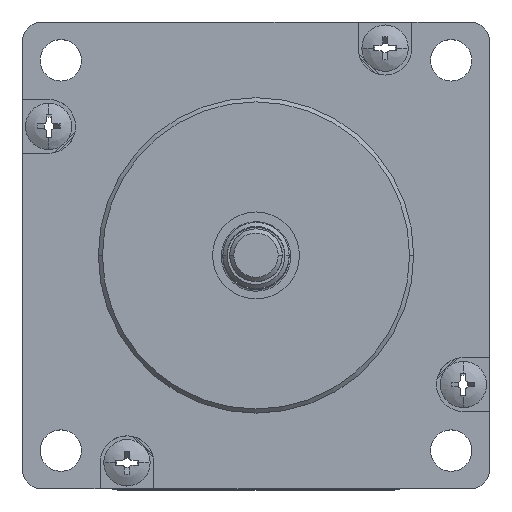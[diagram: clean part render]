
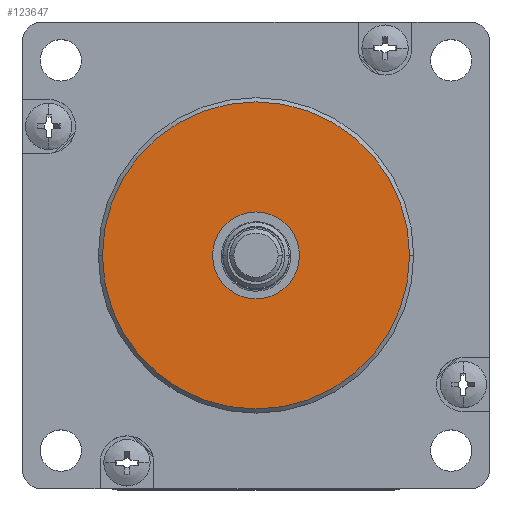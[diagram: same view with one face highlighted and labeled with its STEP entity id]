
A CAD part, top view. The second image highlights one B-rep face of the part: STEP entity #123647.
In plain terms, the highlighted planar face has unit normal (0, 0, 1).
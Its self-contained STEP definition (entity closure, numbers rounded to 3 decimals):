
#121935=CARTESIAN_POINT('',(0.,0.,77.3));
#121936=DIRECTION('',(0.,0.,-1.));
#121937=DIRECTION('',(1.,0.,0.));
#121938=AXIS2_PLACEMENT_3D('',#121935,#121936,#121937);
#121940=CARTESIAN_POINT('',(0.,0.,77.3));
#121941=DIRECTION('',(0.,0.,-1.));
#121942=DIRECTION('',(0.,-1.,0.));
#121943=AXIS2_PLACEMENT_3D('',#121940,#121941,#121942);
#121945=CARTESIAN_POINT('',(0.,0.,77.3));
#121946=DIRECTION('',(0.,0.,-1.));
#121947=DIRECTION('',(-1.,0.,0.));
#121948=AXIS2_PLACEMENT_3D('',#121945,#121946,#121947);
#121950=CARTESIAN_POINT('',(0.,0.,77.3));
#121951=DIRECTION('',(0.,0.,-1.));
#121952=DIRECTION('',(0.,1.,0.));
#121953=AXIS2_PLACEMENT_3D('',#121950,#121951,#121952);
#121955=CARTESIAN_POINT('',(0.,0.,77.3));
#121956=DIRECTION('',(0.,0.,1.));
#121957=DIRECTION('',(1.,0.,0.));
#121958=AXIS2_PLACEMENT_3D('',#121955,#121956,#121957);
#121960=CARTESIAN_POINT('',(0.,0.,77.3));
#121961=DIRECTION('',(0.,0.,1.));
#121962=DIRECTION('',(-1.,0.,0.));
#121963=AXIS2_PLACEMENT_3D('',#121960,#121961,#121962);
#122351=CARTESIAN_POINT('',(0.,-18.55,77.3));
#122352=CARTESIAN_POINT('',(-18.55,0.,77.3));
#122353=VERTEX_POINT('',#122351);
#122354=VERTEX_POINT('',#122352);
#122355=CARTESIAN_POINT('',(18.55,0.,77.3));
#122356=VERTEX_POINT('',#122355);
#122357=CARTESIAN_POINT('',(0.,18.55,77.3));
#122358=VERTEX_POINT('',#122357);
#122359=CARTESIAN_POINT('',(5.25,0.,77.3));
#122360=CARTESIAN_POINT('',(-5.25,0.,77.3));
#122361=VERTEX_POINT('',#122359);
#122362=VERTEX_POINT('',#122360);
#123628=CARTESIAN_POINT('',(0.,0.,77.3));
#123629=DIRECTION('',(0.,0.,1.));
#123630=DIRECTION('',(-1.,0.,0.));
#123631=AXIS2_PLACEMENT_3D('',#123628,#123629,#123630);
#123632=PLANE('',#123631);
#123633=ORIENTED_EDGE('',*,*,#123617,.T.);
#123634=ORIENTED_EDGE('',*,*,#123615,.T.);
#123636=ORIENTED_EDGE('',*,*,#123635,.T.);
#123638=ORIENTED_EDGE('',*,*,#123637,.T.);
#123639=EDGE_LOOP('',(#123633,#123634,#123636,#123638));
#123640=FACE_OUTER_BOUND('',#123639,.F.);
#123642=ORIENTED_EDGE('',*,*,#123641,.T.);
#123644=ORIENTED_EDGE('',*,*,#123643,.T.);
#123645=EDGE_LOOP('',(#123642,#123644));
#123646=FACE_BOUND('',#123645,.F.);
#123647=ADVANCED_FACE('',(#123640,#123646),#123632,.T.);
#121939=CIRCLE('',#121938,18.55);
#121944=CIRCLE('',#121943,18.55);
#121949=CIRCLE('',#121948,18.55);
#121954=CIRCLE('',#121953,18.55);
#121959=CIRCLE('',#121958,5.25);
#121964=CIRCLE('',#121963,5.25);
#123615=EDGE_CURVE('',#122353,#122354,#121944,.T.);
#123617=EDGE_CURVE('',#122356,#122353,#121939,.T.);
#123635=EDGE_CURVE('',#122354,#122358,#121949,.T.);
#123637=EDGE_CURVE('',#122358,#122356,#121954,.T.);
#123641=EDGE_CURVE('',#122361,#122362,#121959,.T.);
#123643=EDGE_CURVE('',#122362,#122361,#121964,.T.);
